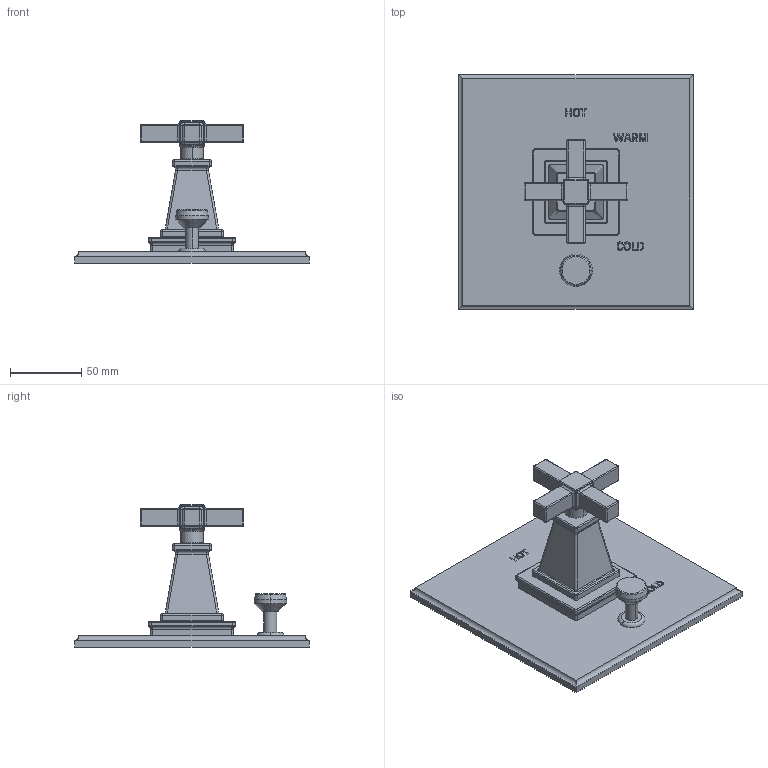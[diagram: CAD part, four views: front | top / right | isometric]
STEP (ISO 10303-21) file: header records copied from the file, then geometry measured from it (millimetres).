
FILE_DESCRIPTION((''),'2;1');
FILE_NAME('5-3152BP','2021-06-09T11:22:13',('jinson.thomas'),(''),'CREO PARAMETRIC BY PTC INC, 2018400','CREO PARAMETRIC BY PTC INC, 2018400','');
FILE_SCHEMA(('CONFIG_CONTROL_DESIGN'));
Length unit declared in the file: inch
Products named in the file (1): 5-3152BP
Bounding box: 165.1 x 165.1 x 100.11 mm (x, y, z)
Volume: 333881.1 mm3; surface area: 77701 mm2
Topology: 1 solids, 1 shells, 484 faces, 1142 edges, 689 vertices
Faces by surface type: plane 164, cylinder 132, bspline 65, extrusion 64, torus 31, sphere 24, cone 4
Entity records: 16853 total; most frequent: CARTESIAN_POINT 6233, ORIENTED_EDGE 2284, DIRECTION 1999, EDGE_CURVE 1142, VERTEX_POINT 689, AXIS2_PLACEMENT_3D 676, VECTOR 647, LINE 583
